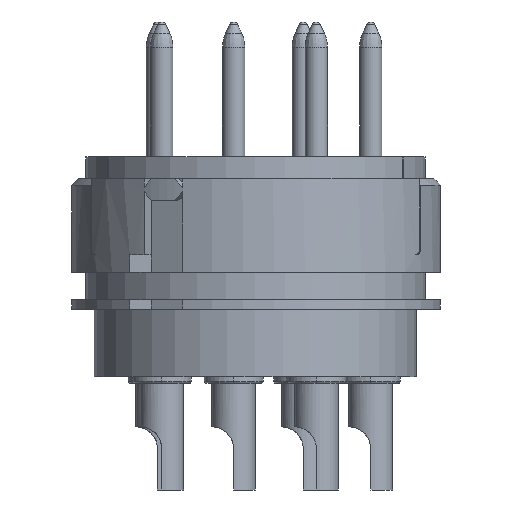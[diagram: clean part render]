
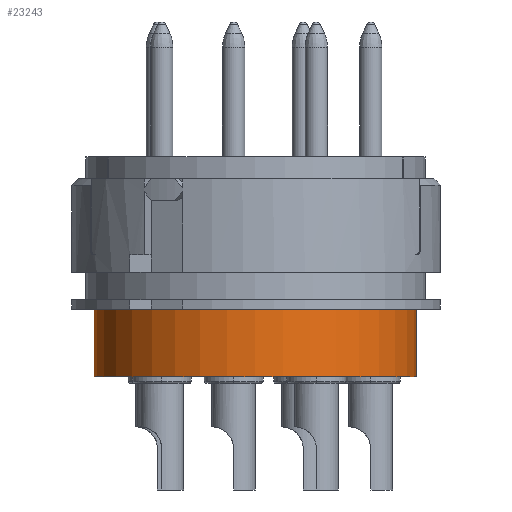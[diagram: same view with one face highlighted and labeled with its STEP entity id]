
A CAD part, left-side view. The second image highlights one B-rep face of the part: STEP entity #23243.
In plain terms, the highlighted cylindrical face has radius 7.4 mm (diameter 14.8 mm), a partial arc.
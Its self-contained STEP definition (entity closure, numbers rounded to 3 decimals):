
#1496=DIRECTION('',(0.,0.,-1.));
#1497=VECTOR('',#1496,3.1);
#1498=CARTESIAN_POINT('',(0.,-7.4,-2.5));
#1499=LINE('',#1498,#1497);
#1500=DIRECTION('',(0.,0.,-1.));
#1501=VECTOR('',#1500,3.1);
#1502=CARTESIAN_POINT('',(0.,7.4,-2.5));
#1503=LINE('',#1502,#1501);
#1504=CARTESIAN_POINT('',(0.,0.,-2.5));
#1505=DIRECTION('',(0.,0.,-1.));
#1506=DIRECTION('',(0.,-1.,0.));
#1507=AXIS2_PLACEMENT_3D('',#1504,#1505,#1506);
#1509=CARTESIAN_POINT('',(0.,0.,-5.6));
#1510=DIRECTION('',(0.,0.,-1.));
#1511=DIRECTION('',(0.,-1.,0.));
#1512=AXIS2_PLACEMENT_3D('',#1509,#1510,#1511);
#16413=CARTESIAN_POINT('',(0.,-7.4,-2.5));
#16414=CARTESIAN_POINT('',(0.,-7.4,-5.6));
#16415=VERTEX_POINT('',#16413);
#16416=VERTEX_POINT('',#16414);
#16417=CARTESIAN_POINT('',(0.,7.4,-2.5));
#16418=CARTESIAN_POINT('',(0.,7.4,-5.6));
#16419=VERTEX_POINT('',#16417);
#16420=VERTEX_POINT('',#16418);
#23231=CARTESIAN_POINT('',(0.,0.,-6.105));
#23232=DIRECTION('',(0.,0.,1.));
#23233=DIRECTION('',(0.,1.,0.));
#23234=AXIS2_PLACEMENT_3D('',#23231,#23232,#23233);
#23235=CYLINDRICAL_SURFACE('',#23234,7.4);
#23236=ORIENTED_EDGE('',*,*,#23221,.T.);
#23238=ORIENTED_EDGE('',*,*,#23237,.T.);
#23239=ORIENTED_EDGE('',*,*,#23224,.F.);
#23240=ORIENTED_EDGE('',*,*,#23068,.F.);
#23241=EDGE_LOOP('',(#23236,#23238,#23239,#23240));
#23242=FACE_OUTER_BOUND('',#23241,.F.);
#1508=CIRCLE('',#1507,7.4);
#1513=CIRCLE('',#1512,7.4);
#23068=EDGE_CURVE('',#16415,#16419,#1508,.T.);
#23221=EDGE_CURVE('',#16415,#16416,#1499,.T.);
#23224=EDGE_CURVE('',#16419,#16420,#1503,.T.);
#23237=EDGE_CURVE('',#16416,#16420,#1513,.T.);
#23243=ADVANCED_FACE('',(#23242),#23235,.T.);
